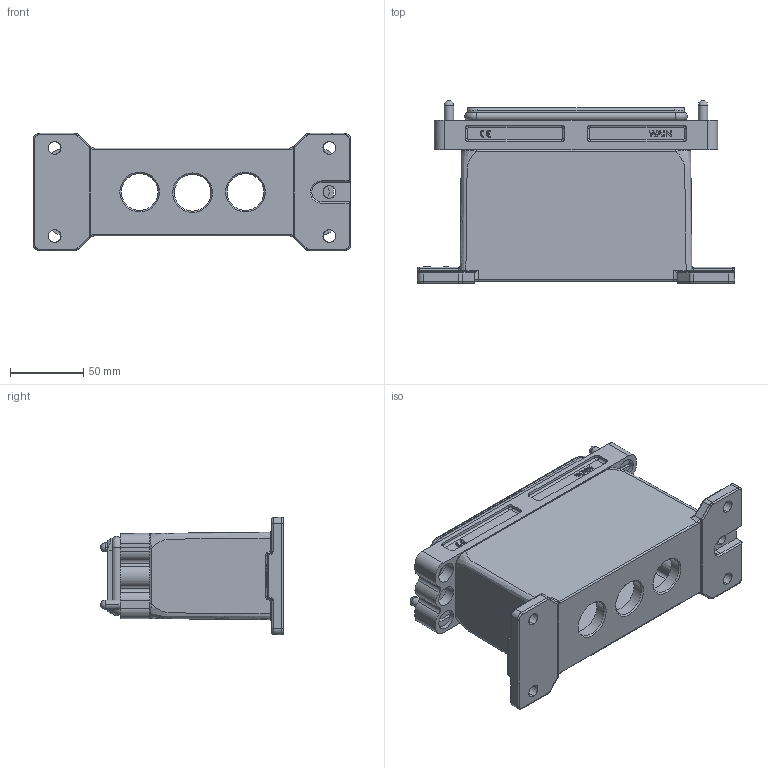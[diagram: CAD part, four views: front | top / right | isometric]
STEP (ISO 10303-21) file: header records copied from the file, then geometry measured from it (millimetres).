
FILE_DESCRIPTION(/* description */ (''),/* implementation_level */ '2;1');
FILE_NAME(/* name */ '3D_1136242305036_HP24B_H-SFH-4H-3M25_V1.1.stp',/* time_stamp */ '2023-12-06T18:20:32+08:00',/* author */ (''),/* organization */ (''),/* preprocessor_version */ 'ST-DEVELOPER v18.1',/* originating_system */ 'SIEMENS PLM Software NX 1980',/* authorisation */ '');
FILE_SCHEMA (('AUTOMOTIVE_DESIGN { 1 0 10303 214 3 1 1 }','TECHNICAL_DATA_PACKAGING','AP242_MANAGED_MODEL_BASED_3D_ENGINEERING_MIM_LF { 1 0 10303 442 1 1 4 }'));
Length unit declared in the file: millimetre
Products named in the file (1): 3D_1136242305006_HP24B_H-SFH_BK-4H-2M32_V1.0_stp
Bounding box: 215.96 x 124.48 x 79.96 mm (x, y, z)
Volume: 520159.9 mm3; surface area: 138567.4 mm2
Topology: 1 solids, 9 shells, 1074 faces, 2977 edges, 1964 vertices
Faces by surface type: plane 477, cylinder 337, cone 110, torus 64, bspline 52, extrusion 24, sphere 10
Full cylindrical faces by diameter (mm): 25 x3
Entity records: 42255 total; most frequent: CARTESIAN_POINT 17899, ORIENTED_EDGE 5902, DIRECTION 3673, EDGE_CURVE 2951, VERTEX_POINT 1960, B_SPLINE_CURVE_WITH_KNOTS 1450, VECTOR 1251, LINE 1227
